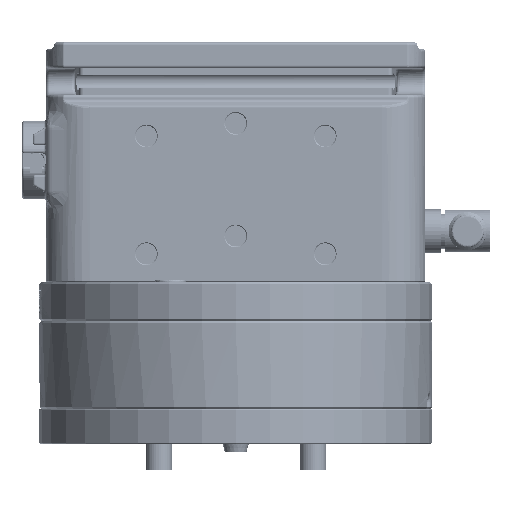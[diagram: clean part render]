
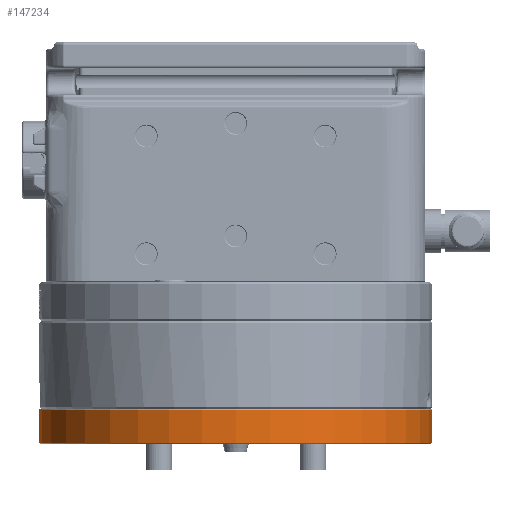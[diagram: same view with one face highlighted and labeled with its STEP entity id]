
A CAD part, front view. The second image highlights one B-rep face of the part: STEP entity #147234.
In plain terms, the highlighted cylindrical face has radius 45 mm (diameter 90 mm), a partial arc.
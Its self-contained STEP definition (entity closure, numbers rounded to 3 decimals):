
#507 = EDGE_CURVE ( 'NONE', #183396, #80794, #5694, .T. ) ;
#4932 = CARTESIAN_POINT ( 'NONE',  ( -45., 0., 0.2 ) ) ;
#5694 = LINE ( 'NONE', #52424, #97363 ) ;
#10388 = EDGE_CURVE ( 'NONE', #75686, #100332, #81858, .T. ) ;
#10830 = ORIENTED_EDGE ( 'NONE', *, *, #507, .T. ) ;
#22506 = CIRCLE ( 'NONE', #84640, 45. ) ;
#30738 = VECTOR ( 'NONE', #141274, 1000. ) ;
#43710 = CARTESIAN_POINT ( 'NONE',  ( 45., 0., 7.8 ) ) ;
#45004 = CARTESIAN_POINT ( 'NONE',  ( 0., 0., 7.8 ) ) ;
#52424 = CARTESIAN_POINT ( 'NONE',  ( -45., 0., 8. ) ) ;
#61628 = DIRECTION ( 'NONE',  ( 0., 0., 1. ) ) ;
#65567 = CARTESIAN_POINT ( 'NONE',  ( 45., 0., 0.2 ) ) ;
#68034 = DIRECTION ( 'NONE',  ( 0., 0., -1. ) ) ;
#75686 = VERTEX_POINT ( 'NONE', #43710 ) ;
#79092 = CARTESIAN_POINT ( 'NONE',  ( 0., 0., 0.2 ) ) ;
#80794 = VERTEX_POINT ( 'NONE', #4932 ) ;
#81858 = LINE ( 'NONE', #130490, #30738 ) ;
#84640 = AXIS2_PLACEMENT_3D ( 'NONE', #79092, #61628, #167774 ) ;
#86401 = CIRCLE ( 'NONE', #185906, 45. ) ;
#89325 = FACE_OUTER_BOUND ( 'NONE', #149097, .T. ) ;
#97363 = VECTOR ( 'NONE', #68034, 1000. ) ;
#100332 = VERTEX_POINT ( 'NONE', #65567 ) ;
#101688 = CARTESIAN_POINT ( 'NONE',  ( -45., 0., 7.8 ) ) ;
#104233 = ORIENTED_EDGE ( 'NONE', *, *, #10388, .F. ) ;
#116184 = DIRECTION ( 'NONE',  ( 1., 0., 0. ) ) ;
#118102 = DIRECTION ( 'NONE',  ( 0., 0., -1. ) ) ;
#119302 = EDGE_CURVE ( 'NONE', #80794, #100332, #22506, .T. ) ;
#120937 = AXIS2_PLACEMENT_3D ( 'NONE', #133196, #163403, #192624 ) ;
#127838 = ORIENTED_EDGE ( 'NONE', *, *, #119302, .T. ) ;
#130490 = CARTESIAN_POINT ( 'NONE',  ( 45., 0., 8. ) ) ;
#133196 = CARTESIAN_POINT ( 'NONE',  ( 0., 0., 8. ) ) ;
#141274 = DIRECTION ( 'NONE',  ( 0., 0., -1. ) ) ;
#147234 = ADVANCED_FACE ( 'NONE', ( #89325 ), #189761, .T. ) ;
#149097 = EDGE_LOOP ( 'NONE', ( #104233, #150663, #10830, #127838 ) ) ;
#150663 = ORIENTED_EDGE ( 'NONE', *, *, #178606, .T. ) ;
#163403 = DIRECTION ( 'NONE',  ( 0., 0., -1. ) ) ;
#167774 = DIRECTION ( 'NONE',  ( 1., 0., 0. ) ) ;
#178606 = EDGE_CURVE ( 'NONE', #75686, #183396, #86401, .T. ) ;
#183396 = VERTEX_POINT ( 'NONE', #101688 ) ;
#185906 = AXIS2_PLACEMENT_3D ( 'NONE', #45004, #118102, #116184 ) ;
#189761 = CYLINDRICAL_SURFACE ( 'NONE', #120937, 45. ) ;
#192624 = DIRECTION ( 'NONE',  ( -1., 0., 0. ) ) ;
